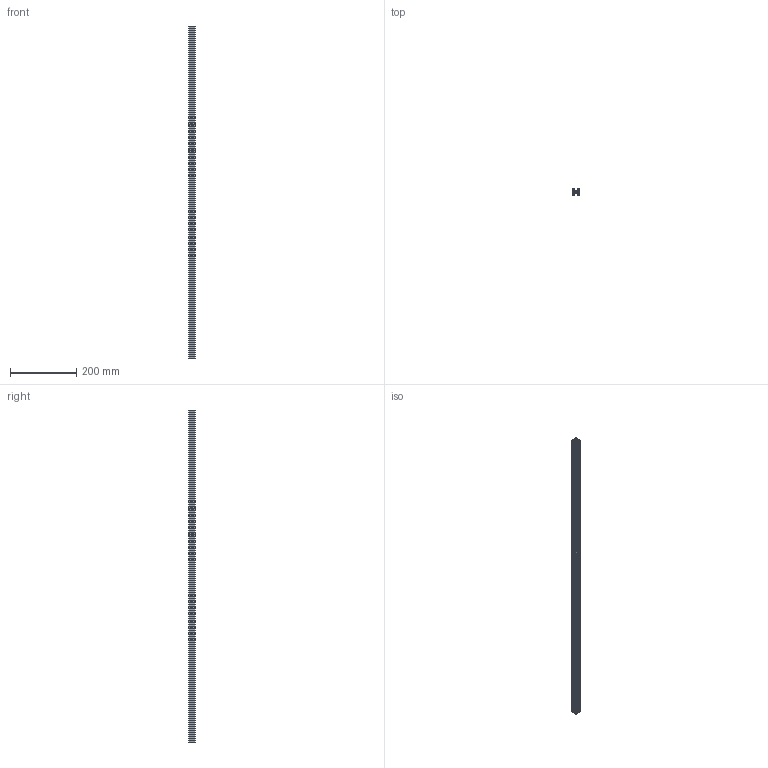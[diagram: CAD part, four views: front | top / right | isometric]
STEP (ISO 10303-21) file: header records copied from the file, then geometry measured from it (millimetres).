
FILE_DESCRIPTION (( 'STEP AP214' ), '1' );
FILE_NAME ('Ñáîðêà1.STEP', '2024-12-10T06:44:25', ( '' ), ( '' ), 'SwSTEP 2.0', 'SolidWorks 2024', '' );
FILE_SCHEMA (( 'AUTOMOTIVE_DESIGN' ));
Length unit declared in the file: millimetre
Products named in the file (2): Сборка1; 222B Конструкционный профиль 20х20_00
Assembly tree (1 placements, depth 2):
  Сборка1
    222B Конструкционный профиль 20х20_00
Bounding box: 20 x 20 x 1000 mm (x, y, z)
Volume: 142104.4 mm3; surface area: 208901.4 mm2
Topology: 1 solids, 1 shells, 195 faces, 579 edges, 386 vertices
Faces by surface type: cylinder 105, plane 90
Entity records: 6678 total; most frequent: DIRECTION 1187, CARTESIAN_POINT 1164, ORIENTED_EDGE 1158, EDGE_CURVE 579, AXIS2_PLACEMENT_3D 409, VERTEX_POINT 386, LINE 369, VECTOR 369
